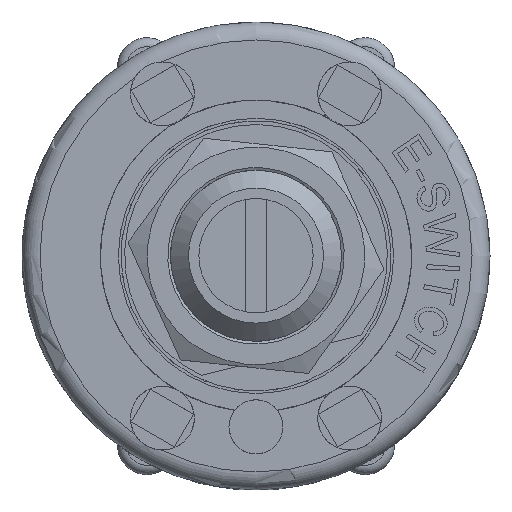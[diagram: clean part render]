
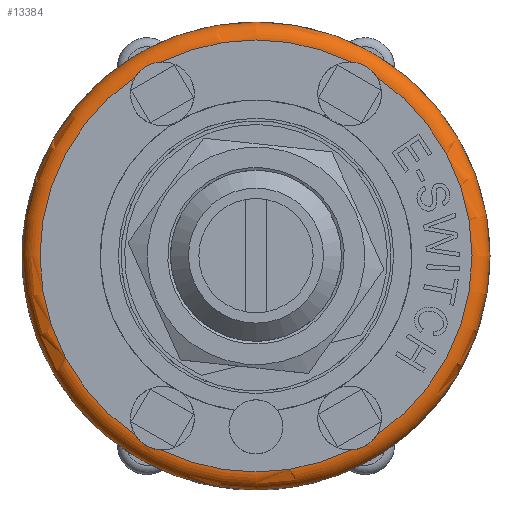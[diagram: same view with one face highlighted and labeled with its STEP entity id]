
A CAD part, top view. The second image highlights one B-rep face of the part: STEP entity #13384.
In plain terms, the highlighted toroidal (fillet/blend) face has major radius 12 mm and minor radius 1 mm.
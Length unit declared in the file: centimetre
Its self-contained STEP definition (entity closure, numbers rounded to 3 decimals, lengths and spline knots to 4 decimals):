
#26=TOROIDAL_SURFACE('',#14063,1.2,0.1);
#655=B_SPLINE_CURVE_WITH_KNOTS('',3,(#23083,#23084,#23085,#23086,#23087,
#23088,#23089,#23090,#23091,#23092,#23093,#23094),.UNSPECIFIED.,.F.,.F.,
(4,2,2,2,2,4),(-0.2692,-0.2446,-0.216,
-0.1921,-0.1645,-0.1357),.UNSPECIFIED.);
#656=B_SPLINE_CURVE_WITH_KNOTS('',3,(#23106,#23107,#23108,#23109,#23110,
#23111,#23112,#23113,#23114,#23115,#23116,#23117),.UNSPECIFIED.,.F.,.F.,
(4,2,2,2,2,4),(-0.2692,-0.2446,-0.216,
-0.1921,-0.1645,-0.1357),.UNSPECIFIED.);
#657=B_SPLINE_CURVE_WITH_KNOTS('',3,(#23134,#23135,#23136,#23137,#23138,
#23139,#23140,#23141,#23142,#23143,#23144,#23145),.UNSPECIFIED.,.F.,.F.,
(4,2,2,2,2,4),(-0.2692,-0.2446,-0.216,
-0.1921,-0.1645,-0.1357),.UNSPECIFIED.);
#658=B_SPLINE_CURVE_WITH_KNOTS('',3,(#23167,#23168,#23169,#23170,#23171,
#23172,#23173,#23174,#23175,#23176,#23177,#23178),.UNSPECIFIED.,.F.,.F.,
(4,2,2,2,2,4),(-0.2692,-0.2446,-0.216,
-0.1921,-0.1645,-0.1357),.UNSPECIFIED.);
#1367=FACE_OUTER_BOUND('',#2160,.T.);
#2160=EDGE_LOOP('',(#11893,#11894,#11895,#11896,#11897,#11898,#11899,#11900,
#11901,#11902,#11903,#11904));
#5139=CIRCLE('',#14016,1.3);
#5166=CIRCLE('',#14064,0.1);
#5167=CIRCLE('',#14065,1.2);
#5168=CIRCLE('',#14066,1.2);
#5169=CIRCLE('',#14067,1.2);
#5170=CIRCLE('',#14068,1.2);
#5171=CIRCLE('',#14069,1.2);
#6394=VERTEX_POINT('',#23045);
#6402=VERTEX_POINT('',#23081);
#6403=VERTEX_POINT('',#23082);
#6406=VERTEX_POINT('',#23104);
#6407=VERTEX_POINT('',#23105);
#6412=VERTEX_POINT('',#23132);
#6413=VERTEX_POINT('',#23133);
#6420=VERTEX_POINT('',#23165);
#6421=VERTEX_POINT('',#23166);
#6424=VERTEX_POINT('',#23188);
#8263=EDGE_CURVE('',#6394,#6394,#5139,.T.);
#8281=EDGE_CURVE('',#6402,#6403,#655,.T.);
#8287=EDGE_CURVE('',#6406,#6407,#656,.T.);
#8295=EDGE_CURVE('',#6412,#6413,#657,.T.);
#8305=EDGE_CURVE('',#6420,#6421,#658,.T.);
#8311=EDGE_CURVE('',#6394,#6424,#5166,.T.);
#8312=EDGE_CURVE('',#6424,#6412,#5167,.T.);
#8313=EDGE_CURVE('',#6413,#6406,#5168,.T.);
#8314=EDGE_CURVE('',#6407,#6402,#5169,.T.);
#8315=EDGE_CURVE('',#6403,#6420,#5170,.T.);
#8316=EDGE_CURVE('',#6421,#6424,#5171,.T.);
#11893=ORIENTED_EDGE('',*,*,#8263,.T.);
#11894=ORIENTED_EDGE('',*,*,#8311,.T.);
#11895=ORIENTED_EDGE('',*,*,#8312,.T.);
#11896=ORIENTED_EDGE('',*,*,#8295,.T.);
#11897=ORIENTED_EDGE('',*,*,#8313,.T.);
#11898=ORIENTED_EDGE('',*,*,#8287,.T.);
#11899=ORIENTED_EDGE('',*,*,#8314,.T.);
#11900=ORIENTED_EDGE('',*,*,#8281,.T.);
#11901=ORIENTED_EDGE('',*,*,#8315,.T.);
#11902=ORIENTED_EDGE('',*,*,#8305,.T.);
#11903=ORIENTED_EDGE('',*,*,#8316,.T.);
#11904=ORIENTED_EDGE('',*,*,#8311,.F.);
#13384=ADVANCED_FACE('',(#1367),#26,.T.);
#14016=AXIS2_PLACEMENT_3D('',#23046,#16651,#16652);
#14063=AXIS2_PLACEMENT_3D('',#23187,#16762,#16763);
#14064=AXIS2_PLACEMENT_3D('',#23189,#16764,#16765);
#14065=AXIS2_PLACEMENT_3D('',#23190,#16766,#16767);
#14066=AXIS2_PLACEMENT_3D('',#23191,#16768,#16769);
#14067=AXIS2_PLACEMENT_3D('',#23192,#16770,#16771);
#14068=AXIS2_PLACEMENT_3D('',#23193,#16772,#16773);
#14069=AXIS2_PLACEMENT_3D('',#23194,#16774,#16775);
#16651=DIRECTION('center_axis',(0.,0.,1.));
#16652=DIRECTION('ref_axis',(-1.,0.,0.));
#16762=DIRECTION('center_axis',(0.,0.,-1.));
#16763=DIRECTION('ref_axis',(-1.,0.,0.));
#16764=DIRECTION('center_axis',(0.,-1.,0.));
#16765=DIRECTION('ref_axis',(1.,0.,0.));
#16766=DIRECTION('center_axis',(0.,0.,-1.));
#16767=DIRECTION('ref_axis',(-1.,0.,0.));
#16768=DIRECTION('center_axis',(0.,0.,-1.));
#16769=DIRECTION('ref_axis',(-1.,0.,0.));
#16770=DIRECTION('center_axis',(0.,0.,-1.));
#16771=DIRECTION('ref_axis',(-1.,0.,0.));
#16772=DIRECTION('center_axis',(0.,0.,-1.));
#16773=DIRECTION('ref_axis',(-1.,0.,0.));
#16774=DIRECTION('center_axis',(0.,0.,-1.));
#16775=DIRECTION('ref_axis',(-1.,0.,0.));
#23045=CARTESIAN_POINT('',(1.3,0.,0.95));
#23046=CARTESIAN_POINT('Origin',(0.,0.,0.95));
#23081=CARTESIAN_POINT('',(-0.67,0.9955,1.05));
#23082=CARTESIAN_POINT('',(-0.5271,1.078,1.05));
#23083=CARTESIAN_POINT('Ctrl Pts',(-0.67,0.9955,
1.05));
#23084=CARTESIAN_POINT('Ctrl Pts',(-0.6646,1.0041,
1.05));
#23085=CARTESIAN_POINT('Ctrl Pts',(-0.6583,1.0124,
1.0498));
#23086=CARTESIAN_POINT('Ctrl Pts',(-0.6428,1.0294,
1.0491));
#23087=CARTESIAN_POINT('Ctrl Pts',(-0.6335,1.0377,
1.0488));
#23088=CARTESIAN_POINT('Ctrl Pts',(-0.615,1.051,1.0484));
#23089=CARTESIAN_POINT('Ctrl Pts',(-0.6061,1.0563,
1.0484));
#23090=CARTESIAN_POINT('Ctrl Pts',(-0.5859,1.0659,1.0487));
#23091=CARTESIAN_POINT('Ctrl Pts',(-0.5747,1.07,1.049));
#23092=CARTESIAN_POINT('Ctrl Pts',(-0.551,1.0759,1.0497));
#23093=CARTESIAN_POINT('Ctrl Pts',(-0.539,1.0775,
1.05));
#23094=CARTESIAN_POINT('Ctrl Pts',(-0.5271,1.078,
1.05));
#23104=CARTESIAN_POINT('',(-0.5271,-1.078,1.05));
#23105=CARTESIAN_POINT('',(-0.67,-0.9955,1.05));
#23106=CARTESIAN_POINT('Ctrl Pts',(-0.5271,-1.078,
1.05));
#23107=CARTESIAN_POINT('Ctrl Pts',(-0.5373,-1.0776,
1.05));
#23108=CARTESIAN_POINT('Ctrl Pts',(-0.5476,-1.0763,
1.0498));
#23109=CARTESIAN_POINT('Ctrl Pts',(-0.5701,-1.0714,1.0491));
#23110=CARTESIAN_POINT('Ctrl Pts',(-0.5819,-1.0675,
1.0488));
#23111=CARTESIAN_POINT('Ctrl Pts',(-0.6027,-1.0581,
1.0484));
#23112=CARTESIAN_POINT('Ctrl Pts',(-0.6117,-1.053,
1.0484));
#23113=CARTESIAN_POINT('Ctrl Pts',(-0.6301,-1.0404,
1.0487));
#23114=CARTESIAN_POINT('Ctrl Pts',(-0.6393,-1.0327,
1.049));
#23115=CARTESIAN_POINT('Ctrl Pts',(-0.6562,-1.0151,
1.0497));
#23116=CARTESIAN_POINT('Ctrl Pts',(-0.6637,-1.0055,
1.05));
#23117=CARTESIAN_POINT('Ctrl Pts',(-0.67,-0.9955,
1.05));
#23132=CARTESIAN_POINT('',(0.67,-0.9955,1.05));
#23133=CARTESIAN_POINT('',(0.5271,-1.078,1.05));
#23134=CARTESIAN_POINT('Ctrl Pts',(0.67,-0.9955,
1.05));
#23135=CARTESIAN_POINT('Ctrl Pts',(0.6646,-1.0041,
1.05));
#23136=CARTESIAN_POINT('Ctrl Pts',(0.6583,-1.0124,
1.0498));
#23137=CARTESIAN_POINT('Ctrl Pts',(0.6428,-1.0294,
1.0491));
#23138=CARTESIAN_POINT('Ctrl Pts',(0.6335,-1.0377,
1.0488));
#23139=CARTESIAN_POINT('Ctrl Pts',(0.615,-1.051,
1.0484));
#23140=CARTESIAN_POINT('Ctrl Pts',(0.6061,-1.0563,
1.0484));
#23141=CARTESIAN_POINT('Ctrl Pts',(0.5859,-1.0659,1.0487));
#23142=CARTESIAN_POINT('Ctrl Pts',(0.5747,-1.07,1.049));
#23143=CARTESIAN_POINT('Ctrl Pts',(0.551,-1.0759,
1.0497));
#23144=CARTESIAN_POINT('Ctrl Pts',(0.539,-1.0775,
1.05));
#23145=CARTESIAN_POINT('Ctrl Pts',(0.5271,-1.078,
1.05));
#23165=CARTESIAN_POINT('',(0.5271,1.078,1.05));
#23166=CARTESIAN_POINT('',(0.67,0.9955,1.05));
#23167=CARTESIAN_POINT('Ctrl Pts',(0.5271,1.078,1.05));
#23168=CARTESIAN_POINT('Ctrl Pts',(0.5373,1.0776,1.05));
#23169=CARTESIAN_POINT('Ctrl Pts',(0.5476,1.0763,1.0498));
#23170=CARTESIAN_POINT('Ctrl Pts',(0.5701,1.0714,1.0491));
#23171=CARTESIAN_POINT('Ctrl Pts',(0.5819,1.0675,1.0488));
#23172=CARTESIAN_POINT('Ctrl Pts',(0.6027,1.0581,1.0484));
#23173=CARTESIAN_POINT('Ctrl Pts',(0.6117,1.053,1.0484));
#23174=CARTESIAN_POINT('Ctrl Pts',(0.6301,1.0404,1.0487));
#23175=CARTESIAN_POINT('Ctrl Pts',(0.6393,1.0327,1.049));
#23176=CARTESIAN_POINT('Ctrl Pts',(0.6562,1.0151,1.0497));
#23177=CARTESIAN_POINT('Ctrl Pts',(0.6637,1.0055,1.05));
#23178=CARTESIAN_POINT('Ctrl Pts',(0.67,0.9955,
1.05));
#23187=CARTESIAN_POINT('Origin',(0.,0.,0.95));
#23188=CARTESIAN_POINT('',(1.2,0.,1.05));
#23189=CARTESIAN_POINT('Origin',(1.2,0.,0.95));
#23190=CARTESIAN_POINT('Origin',(0.,0.,1.05));
#23191=CARTESIAN_POINT('Origin',(0.,0.,1.05));
#23192=CARTESIAN_POINT('Origin',(0.,0.,1.05));
#23193=CARTESIAN_POINT('Origin',(0.,0.,1.05));
#23194=CARTESIAN_POINT('Origin',(0.,0.,1.05));
